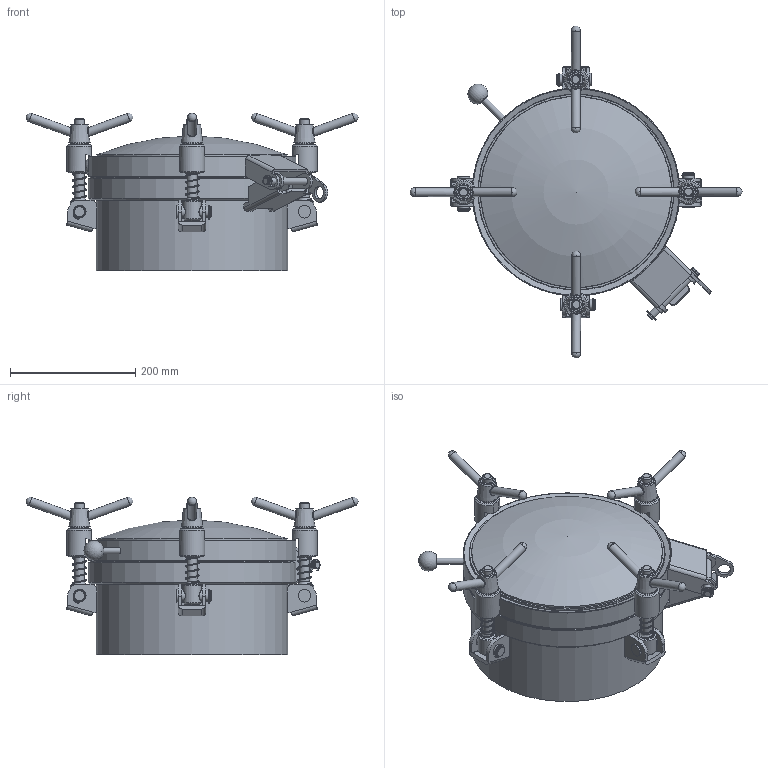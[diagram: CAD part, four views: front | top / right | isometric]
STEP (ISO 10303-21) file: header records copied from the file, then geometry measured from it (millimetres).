
FILE_DESCRIPTION(/* description */ ('Unknown'),/* implementation_level */ '2;1');
FILE_NAME(/* name */ 'MOD 300P_03 rev 0',/* time_stamp */ '2016-07-04T11:27:23+02:00',/* author */ ('Unknown'),/* organization */ ('Unknown'),/* preprocessor_version */ 'ST-DEVELOPER v16',/* originating_system */ 'DEX',/* authorisation */ $);
FILE_SCHEMA (('AUTOMOTIVE_DESIGN {1 0 10303 214 3 1 1}'));
Length unit declared in the file: millimetre
Products named in the file (24): MOD 300P_03 rev 0; 7TA9200 rev 0; 8ALA0 rev 0; 81122 rev 0; 82034 rev 0; 7CA9200 rev 0; 73100 rev 0; 8A410 rev 01; 8AS130 rev 01; 82020 rev 01; 97258; 9660 rev 0; 93017 rev 02; 95421; 93010 rev 0; 91003 rev 0; 97301 rev 01; 95427; 97200 rev 01; 97053; 94030 rev 01; 94030_2 rev 01; 94030_1; 97239 rev 0
Assembly tree (47 placements, depth 4):
  MOD 300P_03 rev 0
    7TA9200 rev 0
      8ALA0 rev 0
      81122 rev 0  x4
      82034 rev 0
    7CA9200 rev 0
      73100 rev 0
        8A410 rev 01
        8AS130 rev 01
      82020 rev 01
      97258
    9660 rev 0
    93017 rev 02
    95421
    93010 rev 0  x4
    91003 rev 0  x4
    97301 rev 01  x4
    95427  x4
    97200 rev 01  x4
    97053  x4
    94030 rev 01  x4
      94030_2 rev 01
      94030_1
    97239 rev 0
Bounding box: 530.32 x 530.32 x 252.1 mm (x, y, z)
Volume: 2435283.9 mm3; surface area: 879563.6 mm2
Topology: 46 solids, 46 shells, 779 faces, 1866 edges, 1179 vertices
Faces by surface type: plane 404, cylinder 229, cone 77, torus 29, bspline 28, sphere 12
Full cylindrical faces by diameter (mm): 2 x8, 8.376 x1, 10 x3, 10.5 x1, 12 x2, 13 x2, 13.835 x4, 14 x8, 16 x10, 17 x12, 18 x8, 18.5 x12, 20 x12, 20.2 x1, 30 x8, 300 x1, 302 x1, 305 x1, 306 x2, 308.4 x1, 312 x1, 318.4 x1, 325.4 x1, 327 x1, 332 x2
Entity records: 12760 total; most frequent: CARTESIAN_POINT 4719, DIRECTION 1622, ORIENTED_EDGE 1296, EDGE_CURVE 648, AXIS2_PLACEMENT_3D 634, FACE_BOUND 466, VERTEX_POINT 464, EDGE_LOOP 464
